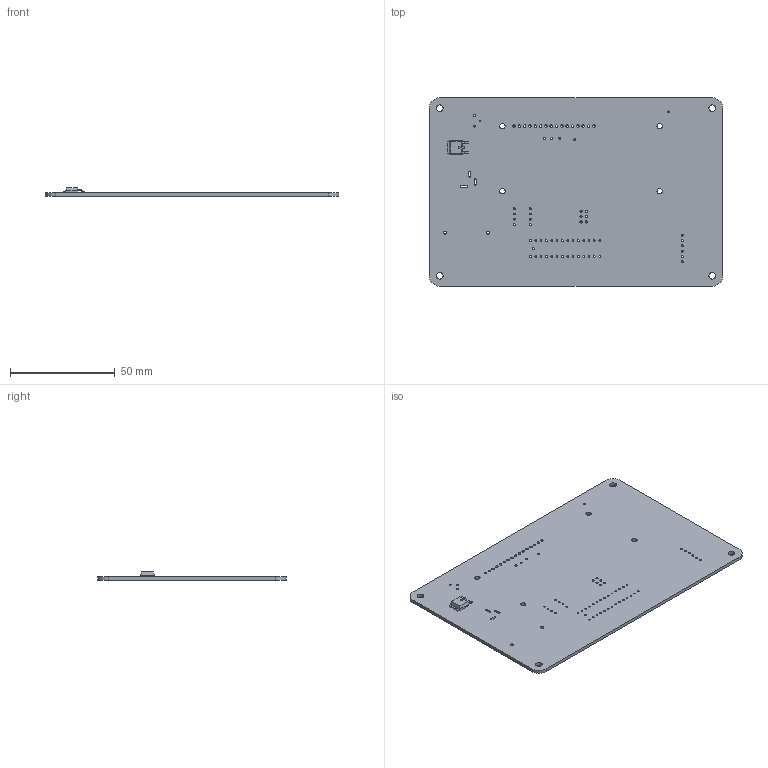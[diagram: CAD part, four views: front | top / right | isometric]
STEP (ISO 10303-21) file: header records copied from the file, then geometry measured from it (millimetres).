
FILE_DESCRIPTION(('KiCad electronic assembly'),'2;1');
FILE_NAME('Kyamaries-HPS-Clock.step','2022-07-21T20:58:08',('Pcbnew'),( 'Kicad'),'Open CASCADE STEP processor 7.6','KiCad to STEP converter' ,'Unknown');
FILE_SCHEMA(('AUTOMOTIVE_DESIGN { 1 0 10303 214 1 1 1 1 }'));
Length unit declared in the file: millimetre
Products named in the file (4): Kyamaries-HPS-Clock 1; TO-252-2; SOLID; _autosave-Kyamaries-HPS-Clock PCB
Assembly tree (3 placements, depth 3):
  Kyamaries-HPS-Clock 1
    TO-252-2
      SOLID
    _autosave-Kyamaries-HPS-Clock PCB
Bounding box: 140 x 90 x 3.97 mm (x, y, z)
Volume: 20029.2 mm3; surface area: 26313.9 mm2
Topology: 2 solids, 2 shells, 185 faces, 521 edges, 344 vertices
Faces by surface type: cylinder 93, bspline 80, plane 12
Full cylindrical faces by diameter (mm): 0.8 x39, 1 x18, 1.2 x16, 1.5 x2, 2.5 x4, 3.2 x4
Entity records: 13251 total; most frequent: CARTESIAN_POINT 3142, DIRECTION 1331, ORIENTED_EDGE 1042, PCURVE 1042, DEFINITIONAL_REPRESENTATION 1042, B_SPLINE_CURVE_WITH_KNOTS 584, LINE 555, VECTOR 555
